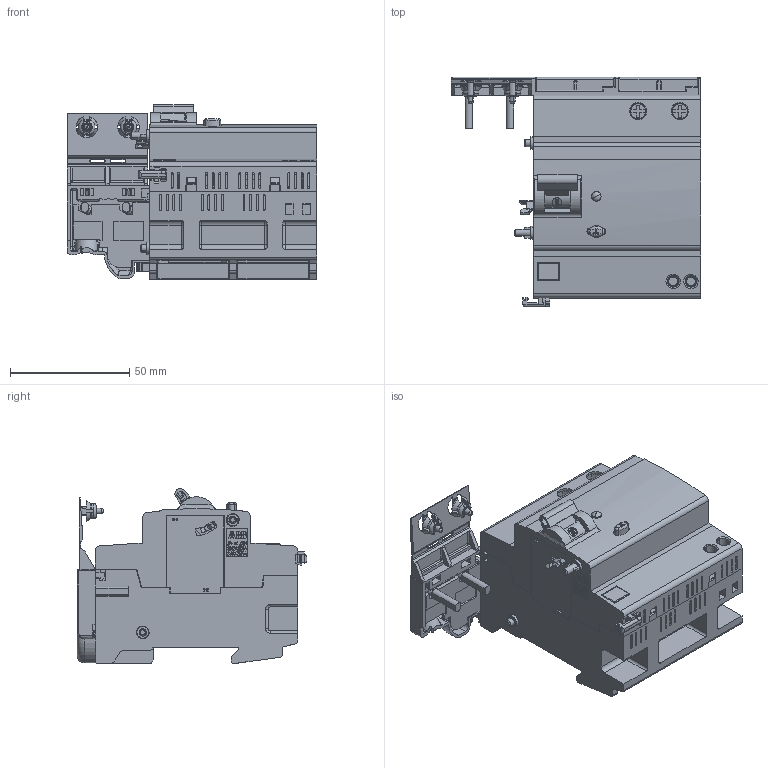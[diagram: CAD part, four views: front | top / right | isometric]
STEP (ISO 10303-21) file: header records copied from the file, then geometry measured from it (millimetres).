
FILE_DESCRIPTION(('CATIA V5 STEP Exchange'),'2;1');
FILE_NAME('04161256----- DDA202 B (3D PRODUCT SKIN).stp','2018-06-07T09:58:30+00:00',('none'),('none'),'CATIA Version 5 Release 20 SP 6 (IN-10)','CATIA V5 STEP AP214','none');
FILE_SCHEMA(('AUTOMOTIVE_DESIGN { 1 0 10303 214 1 1 1 1 }'));
Products named in the file (1): 04576291-6340_000_A0_DDA200 TIPO B COMPLETO_2PD_AllCATPart
Bounding box: 104.5 x 96.25 x 73.24 mm (x, y, z)
Volume: 89887 mm3; surface area: 119560.9 mm2
Topology: 23 solids, 23 shells, 5827 faces, 16476 edges, 10580 vertices
Faces by surface type: plane 3545, cylinder 1547, cone 269, torus 239, bspline 121, sphere 100, extrusion 5, revolution 1
Entity records: 189275 total; most frequent: CARTESIAN_POINT 44930, ORIENTED_EDGE 32672, DIRECTION 23562, EDGE_CURVE 16336, VECTOR 11713, LINE 11708, VERTEX_POINT 10562, AXIS2_PLACEMENT_3D 7551
